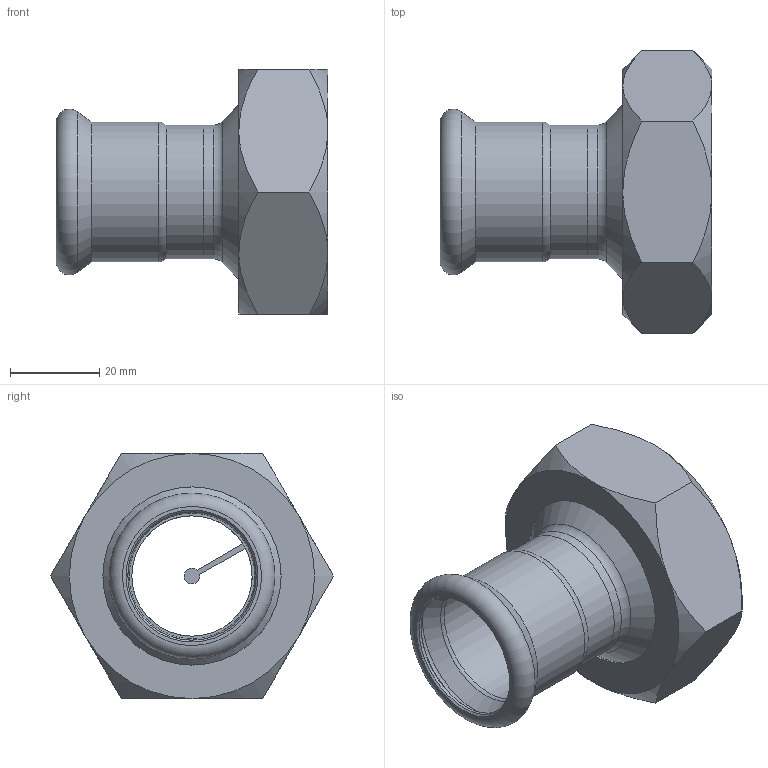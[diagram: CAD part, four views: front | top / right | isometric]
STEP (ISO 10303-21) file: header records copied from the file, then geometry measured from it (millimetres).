
FILE_DESCRIPTION(/* description */ (''),/* implementation_level */ '2;1');
FILE_NAME(/* name */ '35075.stp',/* time_stamp */ '2014-04-01T20:48:07+02:00',/* author */ ('bruh'),/* organization */ (''),/* preprocessor_version */ 'ST-DEVELOPER v15.2',/* originating_system */ 'Autodesk Inventor 2014',/* authorisation */ '');
FILE_SCHEMA (('AUTOMOTIVE_DESIGN { 1 0 10303 214 3 1 1 }'));
Length unit declared in the file: millimetre
Products named in the file (6): 100505; 100506; 90713; 435075; 400813; 35075
Bounding box: 61 x 63.51 x 55 mm (x, y, z)
Volume: 34739.5 mm3; surface area: 20708.5 mm2
Topology: 3 solids, 3 shells, 56 faces, 113 edges, 67 vertices
Faces by surface type: cone 20, plane 19, cylinder 12, torus 5
Full cylindrical faces by diameter (mm): 27 x2, 28.2 x1, 28.8 x1, 30 x2, 31.3 x1, 40 x2, 44 x1, 44.845 x1
Entity records: 1456 total; most frequent: CARTESIAN_POINT 265, DIRECTION 244, ORIENTED_EDGE 172, AXIS2_PLACEMENT_3D 115, EDGE_LOOP 90, EDGE_CURVE 86, VERTEX_POINT 64, ADVANCED_FACE 56
